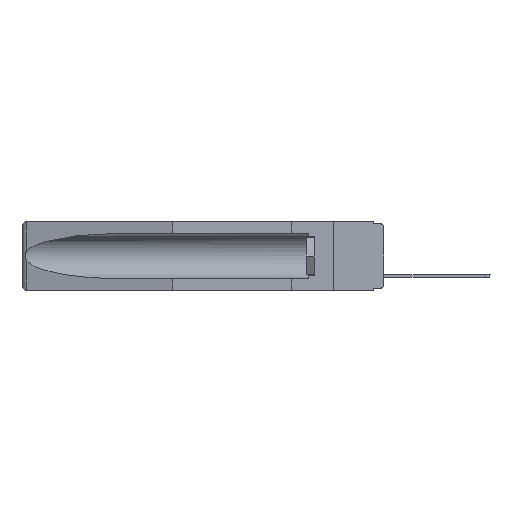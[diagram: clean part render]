
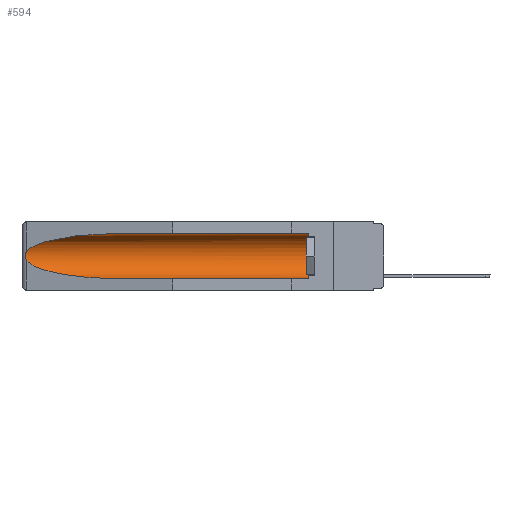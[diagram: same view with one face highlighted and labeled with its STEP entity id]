
A CAD part, left-side view. The second image highlights one B-rep face of the part: STEP entity #594.
In plain terms, the highlighted cylindrical face has radius 2.857 mm (diameter 5.715 mm), a partial arc.
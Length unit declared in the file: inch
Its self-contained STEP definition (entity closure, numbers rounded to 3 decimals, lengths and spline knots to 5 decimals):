
#120 = CARTESIAN_POINT ( 'NONE',  ( 0.2675, 1.53308, -0.17534 ) ) ;
#142 = EDGE_CURVE ( 'NONE', #2154, #4199, #12184, .T. ) ;
#540 = ORIENTED_EDGE ( 'NONE', *, *, #17727, .F. ) ;
#581 = CARTESIAN_POINT ( 'NONE',  ( 0.26537, 1.52718, -0.14972 ) ) ;
#594 = ADVANCED_FACE ( 'NONE', ( #18003 ), #7929, .F. ) ;
#1303 = EDGE_CURVE ( 'NONE', #17316, #13348, #2716, .T. ) ;
#1443 = CARTESIAN_POINT ( 'NONE',  ( 0.155, -0.30754, -0.284 ) ) ;
#1556 = CARTESIAN_POINT ( 'NONE',  ( 0.155, 0.126, -0.284 ) ) ;
#1820 = LINE ( 'NONE', #1443, #7331 ) ;
#1878 = CIRCLE ( 'NONE', #14178, 0.1125 ) ;
#2154 = VERTEX_POINT ( 'NONE', #9729 ) ;
#2716 = LINE ( 'NONE', #5918, #12916 ) ;
#3024 = EDGE_LOOP ( 'NONE', ( #14043, #15989, #12025, #540, #8198, #5961 ) ) ;
#3049 = DIRECTION ( 'NONE',  ( 0., 1., 0. ) ) ;
#3132 = CARTESIAN_POINT ( 'NONE',  ( 0.2673, 1.5327, -0.16383 ) ) ;
#3613 = DIRECTION ( 'NONE',  ( 0., -1., 0. ) ) ;
#3688 = DIRECTION ( 'NONE',  ( 0., 1., 0. ) ) ;
#3765 = CARTESIAN_POINT ( 'NONE',  ( 0.25451, 1.48313, -0.09465 ) ) ;
#4199 = VERTEX_POINT ( 'NONE', #5003 ) ;
#4432 = CARTESIAN_POINT ( 'NONE',  ( 0.26537, 1.52718, -0.19328 ) ) ;
#4781 = AXIS2_PLACEMENT_3D ( 'NONE', #6515, #3688, #7738 ) ;
#4933 = CARTESIAN_POINT ( 'NONE',  ( 0.155, 0.126, -0.1715 ) ) ;
#5003 = CARTESIAN_POINT ( 'NONE',  ( 0.155, 1.07973, -0.284 ) ) ;
#5460 = VERTEX_POINT ( 'NONE', #16685 ) ;
#5672 = CARTESIAN_POINT ( 'NONE',  ( 0.21114, 1.30732, -0.284 ) ) ;
#5718 = CARTESIAN_POINT ( 'NONE',  ( 0.155, 0.126, -0.059 ) ) ;
#5918 = CARTESIAN_POINT ( 'NONE',  ( 0.155, -0.30754, -0.059 ) ) ;
#5961 = ORIENTED_EDGE ( 'NONE', *, *, #1303, .T. ) ;
#6258 = DIRECTION ( 'NONE',  ( 0., 0., 1. ) ) ;
#6515 = CARTESIAN_POINT ( 'NONE',  ( 0.155, -0.30754, -0.1715 ) ) ;
#7156 = CARTESIAN_POINT ( 'NONE',  ( 0.26597, 1.5296, -0.19026 ) ) ;
#7331 = VECTOR ( 'NONE', #3049, 39.37008 ) ;
#7723 = CARTESIAN_POINT ( 'NONE',  ( 0.155, 1.07973, -0.059 ) ) ;
#7738 = DIRECTION ( 'NONE',  ( 0., 0., 1. ) ) ;
#7929 = CYLINDRICAL_SURFACE ( 'NONE', #4781, 0.1125 ) ;
#8013 = EDGE_CURVE ( 'NONE', #5460, #2154, #18033, .T. ) ;
#8198 = ORIENTED_EDGE ( 'NONE', *, *, #15672, .T. ) ;
#8859 = CARTESIAN_POINT ( 'NONE',  ( 0.26654, 1.53092, -0.15636 ) ) ;
#9231 = EDGE_CURVE ( 'NONE', #13348, #5460, #12883, .T. ) ;
#9729 = CARTESIAN_POINT ( 'NONE',  ( 0.26537, 1.52718, -0.19328 ) ) ;
#9875 = CARTESIAN_POINT ( 'NONE',  ( 0.155, 1.07973, -0.059 ) ) ;
#10081 = CARTESIAN_POINT ( 'NONE',  ( 0.26655, 1.53094, -0.18657 ) ) ;
#10170 = CARTESIAN_POINT ( 'NONE',  ( 0.26537, 1.52718, -0.14972 ) ) ;
#10577 = VERTEX_POINT ( 'NONE', #1556 ) ;
#11874 = CARTESIAN_POINT ( 'NONE',  ( 0.2675, 1.53308, -0.16763 ) ) ;
#12025 = ORIENTED_EDGE ( 'NONE', *, *, #142, .T. ) ;
#12184 =( BOUNDED_CURVE ( )  B_SPLINE_CURVE ( 3, ( #13600, #15657, #5672, #15567 ),
 .UNSPECIFIED., .F., .F. ) 
 B_SPLINE_CURVE_WITH_KNOTS ( ( 4, 4 ),
 ( 0.1948, 1.5708 ),
 .UNSPECIFIED. ) 
 CURVE ( )  GEOMETRIC_REPRESENTATION_ITEM ( )  RATIONAL_B_SPLINE_CURVE ( ( 1., 0.848, 0.848, 1. ) ) 
 REPRESENTATION_ITEM ( '' )  );
#12883 =( BOUNDED_CURVE ( )  B_SPLINE_CURVE ( 3, ( #7723, #13468, #3765, #581 ),
 .UNSPECIFIED., .F., .F. ) 
 B_SPLINE_CURVE_WITH_KNOTS ( ( 4, 4 ),
 ( 4.71239, 6.08839 ),
 .UNSPECIFIED. ) 
 CURVE ( )  GEOMETRIC_REPRESENTATION_ITEM ( )  RATIONAL_B_SPLINE_CURVE ( ( 1., 0.848, 0.848, 1. ) ) 
 REPRESENTATION_ITEM ( '' )  );
#12916 = VECTOR ( 'NONE', #17409, 39.37008 ) ;
#13348 = VERTEX_POINT ( 'NONE', #9875 ) ;
#13468 = CARTESIAN_POINT ( 'NONE',  ( 0.21114, 1.30732, -0.059 ) ) ;
#13600 = CARTESIAN_POINT ( 'NONE',  ( 0.26537, 1.52718, -0.19328 ) ) ;
#14043 = ORIENTED_EDGE ( 'NONE', *, *, #9231, .T. ) ;
#14178 = AXIS2_PLACEMENT_3D ( 'NONE', #4933, #3613, #6258 ) ;
#15567 = CARTESIAN_POINT ( 'NONE',  ( 0.155, 1.07973, -0.284 ) ) ;
#15657 = CARTESIAN_POINT ( 'NONE',  ( 0.25451, 1.48313, -0.24835 ) ) ;
#15672 = EDGE_CURVE ( 'NONE', #10577, #17316, #1878, .T. ) ;
#15917 = CARTESIAN_POINT ( 'NONE',  ( 0.26597, 1.52961, -0.15275 ) ) ;
#15989 = ORIENTED_EDGE ( 'NONE', *, *, #8013, .T. ) ;
#16685 = CARTESIAN_POINT ( 'NONE',  ( 0.26537, 1.52718, -0.14972 ) ) ;
#17316 = VERTEX_POINT ( 'NONE', #5718 ) ;
#17342 = CARTESIAN_POINT ( 'NONE',  ( 0.2673, 1.53269, -0.17917 ) ) ;
#17409 = DIRECTION ( 'NONE',  ( 0., 1., 0. ) ) ;
#17727 = EDGE_CURVE ( 'NONE', #10577, #4199, #1820, .T. ) ;
#18003 = FACE_OUTER_BOUND ( 'NONE', #3024, .T. ) ;
#18033 = B_SPLINE_CURVE_WITH_KNOTS ( 'NONE', 3,
 ( #10170, #15917, #8859, #3132, #11874, #120, #17342, #10081, #7156, #4432 ),
 .UNSPECIFIED., .F., .F.,
 ( 4, 2, 2, 2, 4 ),
 ( 0., 0.00029, 0.00058, 0.00087, 0.00117 ),
 .UNSPECIFIED. ) ;
